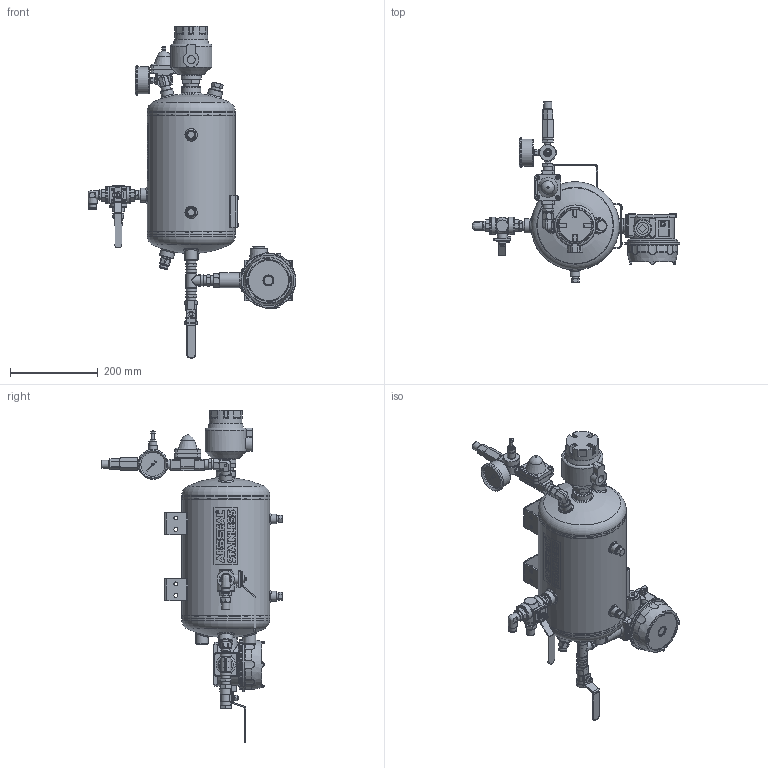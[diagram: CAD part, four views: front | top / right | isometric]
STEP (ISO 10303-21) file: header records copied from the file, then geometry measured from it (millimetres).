
FILE_DESCRIPTION(/* description */ ('Unknown'),/* implementation_level */ '2;1');
FILE_NAME(/* name */ 'W210CCSAECB-A-',/* time_stamp */ '2023-03-22T10:36:09+00:00',/* author */ ('Unknown'),/* organization */ ('Unknown'),/* preprocessor_version */ 'ST-DEVELOPER v16.7',/* originating_system */ 'Solid Edge',/* authorisation */ 'Unknown');
FILE_SCHEMA (('AUTOMOTIVE_DESIGN {1 0 10303 214 3 1 1}'));
Length unit declared in the file: millimetre
Products named in the file (44): 3036277; 2032894; 2011123; 2032857; 2033704; 2051466; 2015923; 2011208; 2032893; 2032147; 2011133; 2032873; 2032894_812_3,186_Fillet 6_oa_0; 2032894_812_3,186_Fillet 6_oa_1; 2032894_812_3,186_Fillet 6_oa_2; 2030293; 3016731; 2050292; 2050293; 2032894_812_3,186_Fillet 6_oa_3; 2032894_812_3,186_Fillet 6_oa_4; 2032894_812_3,186_Fillet 6_oa_5; 2051700; 2026333; 2021386; 3001737; 2028094; 2021615; 2026443; 2075344; 2026385; 2035471; 3004908; 2059736; 2026791; 3001736; 2026972; 3004915; 3001735; 3020094 ...
Assembly tree (55 placements, depth 3):
  3036277
    2032894
      2011123
      2032857
      2033704  x2
      2051466
      2015923  x4
      2011208
      2032893
      2032147  x3
      2011133
      2032873
      2032894_812_3,186_Fillet 6_oa_0
      2032894_812_3,186_Fillet 6_oa_1
      2032894_812_3,186_Fillet 6_oa_2
      2030293
      3016731
      2050292
      2050293
      2032894_812_3,186_Fillet 6_oa_3
      2032894_812_3,186_Fillet 6_oa_4
      2032894_812_3,186_Fillet 6_oa_5
      2051700  x4
    2026333
    2021386
    3001737  x2
    2028094
    2021615
    2026443
    2075344
    2026385
    2035471
    3004908
    2059736
    2026791
    3001736
    2026972
    3004915
    3001735
    3020094
    2026331
    2026216  x3
    2026341
    2023281
Bounding box: 472.71 x 411.55 x 754.84 mm (x, y, z)
Volume: 3422741.8 mm3; surface area: 1278089.3 mm2
Topology: 71 solids, 74 shells, 2446 faces, 5730 edges, 3477 vertices
Faces by surface type: plane 893, cylinder 680, cone 287, bspline 263, torus 217, sphere 106
Full cylindrical faces by diameter (mm): 0.792 x2, 1.016 x1, 2 x4, 2.794 x1, 3.2 x4, 3.5 x4, 4 x4, 4.064 x4, 4.191 x4, 5.26 x1, 5.89 x1, 5.93 x4, 6.35 x6, 6.58 x1, 6.858 x2, 7 x5, 7.112 x1, 7.62 x1, 8 x2, 8.38 x1, 8.712 x2, 8.889 x1, 8.89 x1, 9 x8, 9.1 x1, 9.144 x4, 9.2 x1, 9.5 x3, 9.728 x1, 10 x4
Entity records: 94239 total; most frequent: CARTESIAN_POINT 35341, DIRECTION 9516, ORIENTED_EDGE 9462, EDGE_CURVE 4731, AXIS2_PLACEMENT_3D 3951, VERTEX_POINT 3119, FACE_BOUND 2998, EDGE_LOOP 2992
